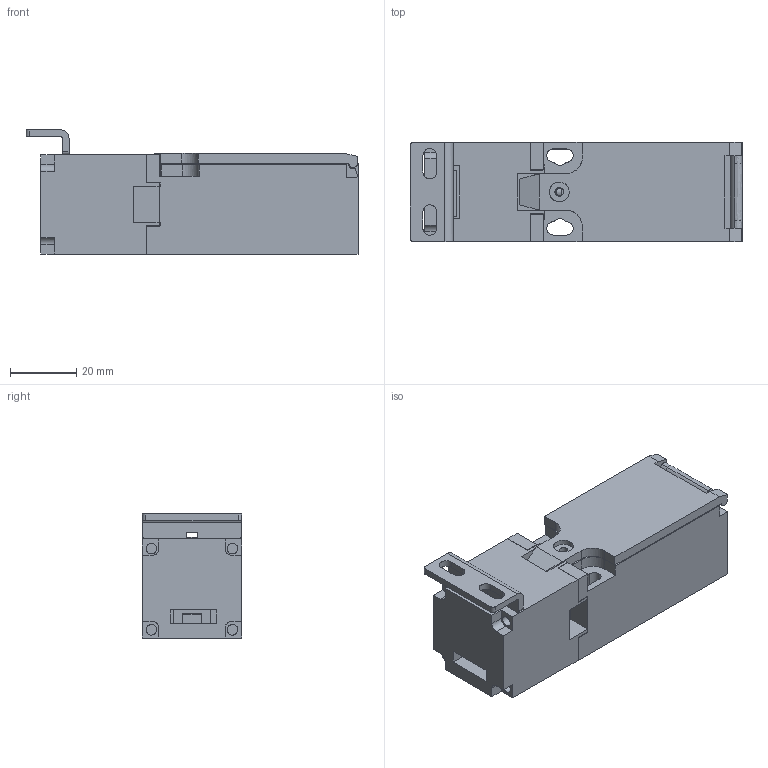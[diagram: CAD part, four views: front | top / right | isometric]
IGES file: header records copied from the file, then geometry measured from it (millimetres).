
Global section: file name: 700009; native system: Autodesk Inventor 2021; preprocessor: unknown; author: Mrówczyńska,,; organization: 11; date: 20221012.125224; units: millimetre
Bounding box: 100.3 x 30 x 37.5 mm (x, y, z)
Volume: 50174.5 mm3; surface area: 30384.7 mm2
Topology: 5 solids, 5 shells, 333 faces, 927 edges, 615 vertices
Faces by surface type: bspline 333
